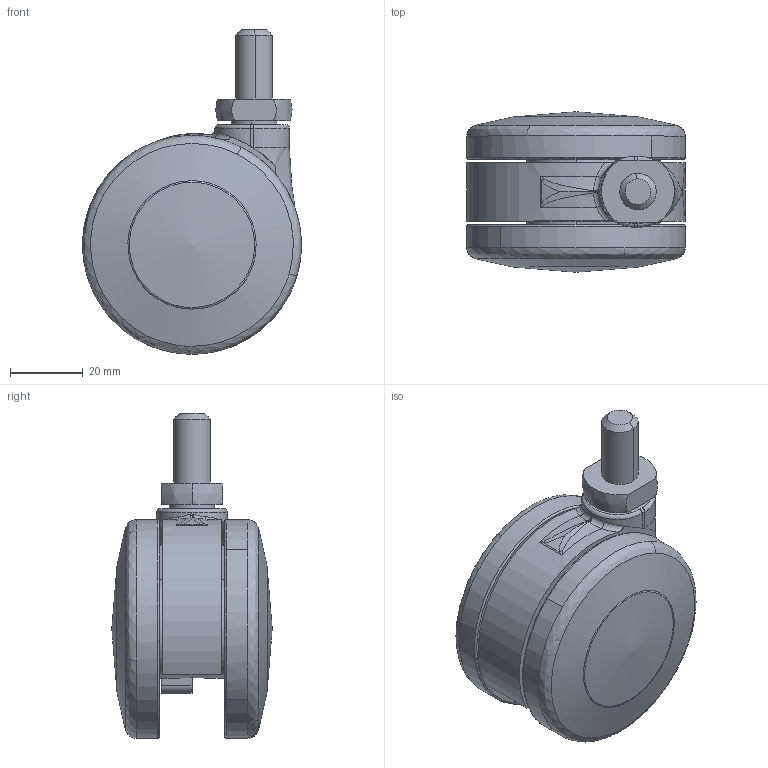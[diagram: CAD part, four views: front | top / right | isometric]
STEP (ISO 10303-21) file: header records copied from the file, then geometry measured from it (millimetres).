
FILE_DESCRIPTION((''),'2;1');
FILE_NAME('','2005-12-16T11:18:30',(''),(''),'','CADfix','');
FILE_SCHEMA(('AUTOMOTIVE_DESIGN'));
Length unit declared in the file: millimetre
Products named in the file (4): wheel; main shaft; body; G7N10_12926_36
Assembly tree (4 placements, depth 2):
  G7N10_12926_36
    wheel  x2
    main shaft
    body
Bounding box: 60 x 44 x 89 mm (x, y, z)
Volume: 92770.3 mm3; surface area: 32837.1 mm2
Topology: 4 solids, 4 shells, 129 faces, 395 edges, 287 vertices
Faces by surface type: bspline 129
Entity records: 5039 total; most frequent: CARTESIAN_POINT 3191, ORIENTED_EDGE 654, EDGE_CURVE 327, VERTEX_POINT 235, EDGE_LOOP 126, FACE_OUTER_BOUND 110, ADVANCED_FACE 110, QUASI_UNIFORM_CURVE 88
